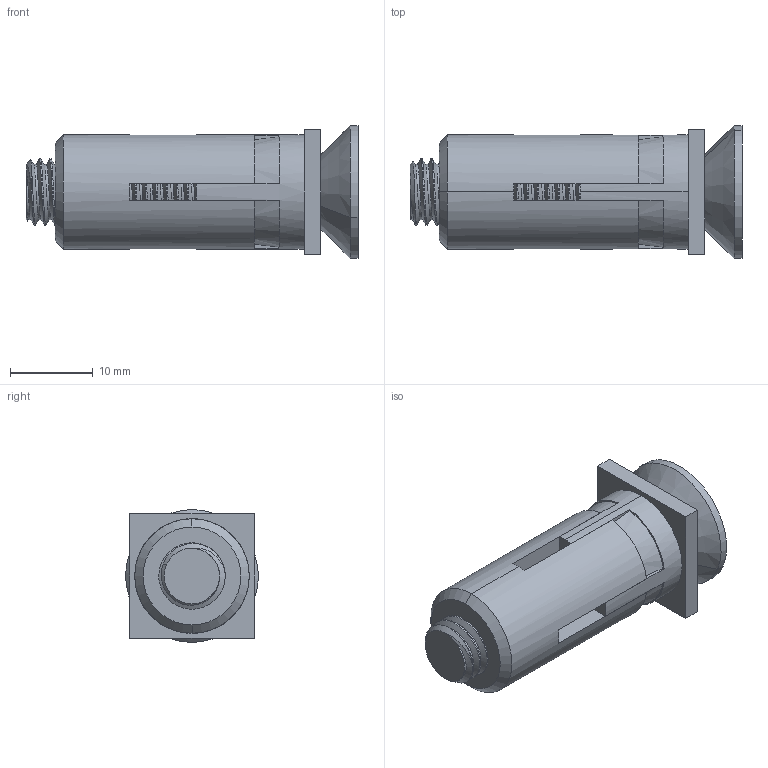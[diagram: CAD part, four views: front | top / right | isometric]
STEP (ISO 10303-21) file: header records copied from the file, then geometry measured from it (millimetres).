
FILE_DESCRIPTION (( 'STEP AP214' ), '1' );
FILE_NAME ('Q5_09-Quick-Fix QF5.STEP', '2022-01-21T12:00:57', ( '' ), ( '' ), 'SwSTEP 2.0', 'SolidWorks 2019', '' );
FILE_SCHEMA (( 'AUTOMOTIVE_DESIGN' ));
Length unit declared in the file: millimetre
Products named in the file (1): Q5_09-Quick-Fix QF5
Bounding box: 40 x 15.99 x 15.99 mm (x, y, z)
Volume: 5278.8 mm3; surface area: 5126.2 mm2
Topology: 3 solids, 3 shells, 132 faces, 377 edges, 254 vertices
Faces by surface type: cylinder 66, plane 43, cone 17, bspline 6
Entity records: 9785 total; most frequent: CARTESIAN_POINT 6662, ORIENTED_EDGE 754, DIRECTION 531, EDGE_CURVE 377, VERTEX_POINT 254, AXIS2_PLACEMENT_3D 190, VECTOR 151, LINE 151
